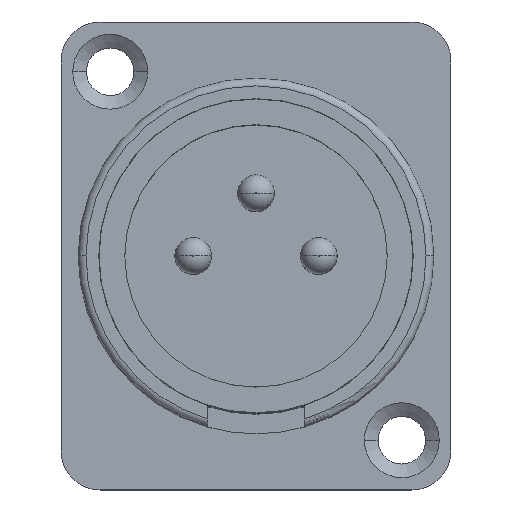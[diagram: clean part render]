
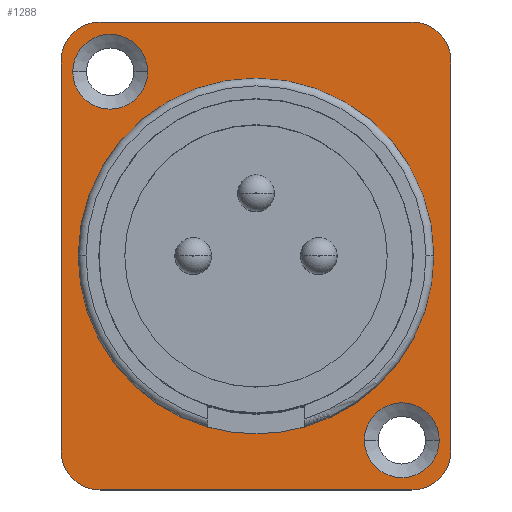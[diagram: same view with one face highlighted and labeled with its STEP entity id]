
A CAD part, top view. The second image highlights one B-rep face of the part: STEP entity #1288.
In plain terms, the highlighted planar face has unit normal (0, 0, 1).
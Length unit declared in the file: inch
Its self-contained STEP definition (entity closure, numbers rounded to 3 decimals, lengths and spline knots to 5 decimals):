
#65 = AXIS2_PLACEMENT_3D ( 'NONE', #3235, #3234, #3231 ) ;
#72 = AXIS2_PLACEMENT_3D ( 'NONE', #3228, #3227, #3226 ) ;
#73 = AXIS2_PLACEMENT_3D ( 'NONE', #3222, #3221, #3220 ) ;
#74 = AXIS2_PLACEMENT_3D ( 'NONE', #3209, #3207, #3204 ) ;
#83 = AXIS2_PLACEMENT_3D ( 'NONE', #3181, #3180, #3179 ) ;
#84 = AXIS2_PLACEMENT_3D ( 'NONE', #3185, #3183, #3182 ) ;
#85 = AXIS2_PLACEMENT_3D ( 'NONE', #3192, #3190, #3189 ) ;
#86 = AXIS2_PLACEMENT_3D ( 'NONE', #3200, #3199, #3197 ) ;
#188 = AXIS2_PLACEMENT_3D ( 'NONE', #495, #490, #488 ) ;
#257 = EDGE_CURVE ( 'NONE', #1519, #1562, #1761, .T. ) ;
#262 = AXIS2_PLACEMENT_3D ( 'NONE', #722, #721, #720 ) ;
#286 = AXIS2_PLACEMENT_3D ( 'NONE', #3434, #3433, #3427 ) ;
#287 = AXIS2_PLACEMENT_3D ( 'NONE', #3474, #3472, #3468 ) ;
#331 = AXIS2_PLACEMENT_3D ( 'NONE', #3147, #3218, #3122 ) ;
#392 = EDGE_CURVE ( 'NONE', #1578, #2114, #1776, .T. ) ;
#488 = DIRECTION ( 'NONE',  ( 1., 0., 0. ) ) ;
#490 = DIRECTION ( 'NONE',  ( 0., 0., -1. ) ) ;
#495 = CARTESIAN_POINT ( 'NONE',  ( -0.374, 0.4725, 0.092 ) ) ;
#720 = DIRECTION ( 'NONE',  ( 1., 0., 0. ) ) ;
#721 = DIRECTION ( 'NONE',  ( 0., 0., -1. ) ) ;
#722 = CARTESIAN_POINT ( 'NONE',  ( 0.374, -0.4725, 0.092 ) ) ;
#1102 = EDGE_LOOP ( 'NONE', ( #1424, #1425 ) ) ;
#1104 = EDGE_LOOP ( 'NONE', ( #1426, #1427, #1428, #1429, #1430, #1431, #1432, #1433 ) ) ;
#1118 = EDGE_LOOP ( 'NONE', ( #1434, #1435, #2039, #2040 ) ) ;
#1121 = EDGE_LOOP ( 'NONE', ( #1422, #1423 ) ) ;
#1288 = ADVANCED_FACE ( 'NONE', ( #1925, #1928, #1923, #1910 ), #3124, .T. ) ;
#1422 = ORIENTED_EDGE ( 'NONE', *, *, #257, .T. ) ;
#1423 = ORIENTED_EDGE ( 'NONE', *, *, #2308, .T. ) ;
#1424 = ORIENTED_EDGE ( 'NONE', *, *, #392, .T. ) ;
#1425 = ORIENTED_EDGE ( 'NONE', *, *, #2309, .T. ) ;
#1426 = ORIENTED_EDGE ( 'NONE', *, *, #2310, .T. ) ;
#1427 = ORIENTED_EDGE ( 'NONE', *, *, #2311, .T. ) ;
#1428 = ORIENTED_EDGE ( 'NONE', *, *, #2312, .T. ) ;
#1429 = ORIENTED_EDGE ( 'NONE', *, *, #2313, .T. ) ;
#1430 = ORIENTED_EDGE ( 'NONE', *, *, #2314, .T. ) ;
#1431 = ORIENTED_EDGE ( 'NONE', *, *, #2315, .T. ) ;
#1432 = ORIENTED_EDGE ( 'NONE', *, *, #2316, .T. ) ;
#1433 = ORIENTED_EDGE ( 'NONE', *, *, #2317, .T. ) ;
#1434 = ORIENTED_EDGE ( 'NONE', *, *, #2318, .F. ) ;
#1435 = ORIENTED_EDGE ( 'NONE', *, *, #2189, .F. ) ;
#1519 = VERTEX_POINT ( 'NONE', #3900 ) ;
#1527 = VERTEX_POINT ( 'NONE', #3892 ) ;
#1543 = VERTEX_POINT ( 'NONE', #3876 ) ;
#1554 = VERTEX_POINT ( 'NONE', #3863 ) ;
#1562 = VERTEX_POINT ( 'NONE', #3855 ) ;
#1578 = VERTEX_POINT ( 'NONE', #3833 ) ;
#1581 = VERTEX_POINT ( 'NONE', #3829 ) ;
#1697 = LINE ( 'NONE', #3223, #1715 ) ;
#1710 = CIRCLE ( 'NONE', #65, 0.096 ) ;
#1711 = CIRCLE ( 'NONE', #72, 0.096 ) ;
#1712 = CIRCLE ( 'NONE', #73, 0.1 ) ;
#1713 = CIRCLE ( 'NONE', #83, 0.456 ) ;
#1714 = CIRCLE ( 'NONE', #74, 0.1 ) ;
#1715 = VECTOR ( 'NONE', #3229, 39.37008 ) ;
#1716 = LINE ( 'NONE', #3236, #1718 ) ;
#1717 = CIRCLE ( 'NONE', #86, 0.1 ) ;
#1718 = VECTOR ( 'NONE', #3224, 39.37008 ) ;
#1719 = LINE ( 'NONE', #3217, #1721 ) ;
#1720 = CIRCLE ( 'NONE', #85, 0.1 ) ;
#1721 = VECTOR ( 'NONE', #3213, 39.37008 ) ;
#1722 = LINE ( 'NONE', #3203, #1724 ) ;
#1723 = CIRCLE ( 'NONE', #84, 0.456 ) ;
#1724 = VECTOR ( 'NONE', #3201, 39.37008 ) ;
#1761 = CIRCLE ( 'NONE', #188, 0.096 ) ;
#1776 = CIRCLE ( 'NONE', #262, 0.096 ) ;
#1910 = FACE_BOUND ( 'NONE', #1118, .T. ) ;
#1923 = FACE_OUTER_BOUND ( 'NONE', #1104, .T. ) ;
#1925 = FACE_BOUND ( 'NONE', #1121, .T. ) ;
#1928 = FACE_BOUND ( 'NONE', #1102, .T. ) ;
#2015 = CIRCLE ( 'NONE', #286, 0.456 ) ;
#2020 = CIRCLE ( 'NONE', #287, 0.456 ) ;
#2039 = ORIENTED_EDGE ( 'NONE', *, *, #2186, .F. ) ;
#2040 = ORIENTED_EDGE ( 'NONE', *, *, #2319, .F. ) ;
#2114 = VERTEX_POINT ( 'NONE', #3792 ) ;
#2135 = VERTEX_POINT ( 'NONE', #3701 ) ;
#2136 = VERTEX_POINT ( 'NONE', #3700 ) ;
#2137 = VERTEX_POINT ( 'NONE', #3698 ) ;
#2143 = VERTEX_POINT ( 'NONE', #3677 ) ;
#2144 = VERTEX_POINT ( 'NONE', #3676 ) ;
#2145 = VERTEX_POINT ( 'NONE', #3674 ) ;
#2153 = VERTEX_POINT ( 'NONE', #3642 ) ;
#2163 = VERTEX_POINT ( 'NONE', #3612 ) ;
#2186 = EDGE_CURVE ( 'NONE', #1554, #1543, #2020, .T. ) ;
#2189 = EDGE_CURVE ( 'NONE', #1543, #1581, #2015, .T. ) ;
#2308 = EDGE_CURVE ( 'NONE', #1562, #1519, #1710, .T. ) ;
#2309 = EDGE_CURVE ( 'NONE', #2114, #1578, #1711, .T. ) ;
#2310 = EDGE_CURVE ( 'NONE', #1527, #2163, #1712, .T. ) ;
#2311 = EDGE_CURVE ( 'NONE', #2163, #2145, #1697, .T. ) ;
#2312 = EDGE_CURVE ( 'NONE', #2145, #2136, #1714, .T. ) ;
#2313 = EDGE_CURVE ( 'NONE', #2136, #2137, #1716, .T. ) ;
#2314 = EDGE_CURVE ( 'NONE', #2137, #2135, #1717, .T. ) ;
#2315 = EDGE_CURVE ( 'NONE', #2135, #2143, #1719, .T. ) ;
#2316 = EDGE_CURVE ( 'NONE', #2143, #2144, #1720, .T. ) ;
#2317 = EDGE_CURVE ( 'NONE', #2144, #1527, #1722, .T. ) ;
#2318 = EDGE_CURVE ( 'NONE', #1581, #2153, #1723, .T. ) ;
#2319 = EDGE_CURVE ( 'NONE', #2153, #1554, #1713, .T. ) ;
#3122 = DIRECTION ( 'NONE',  ( 1., 0., 0. ) ) ;
#3124 = PLANE ( 'NONE',  #331 ) ;
#3147 = CARTESIAN_POINT ( 'NONE',  ( -0.4, 0.5, 0.092 ) ) ;
#3179 = DIRECTION ( 'NONE',  ( 1., 0., 0. ) ) ;
#3180 = DIRECTION ( 'NONE',  ( 0., 0., 1. ) ) ;
#3181 = CARTESIAN_POINT ( 'NONE',  ( 0., 0., 0.092 ) ) ;
#3182 = DIRECTION ( 'NONE',  ( 1., 0., 0. ) ) ;
#3183 = DIRECTION ( 'NONE',  ( 0., 0., 1. ) ) ;
#3185 = CARTESIAN_POINT ( 'NONE',  ( 0., 0., 0.092 ) ) ;
#3189 = DIRECTION ( 'NONE',  ( 1., 0., 0. ) ) ;
#3190 = DIRECTION ( 'NONE',  ( 0., 0., 1. ) ) ;
#3192 = CARTESIAN_POINT ( 'NONE',  ( 0.4, 0.5, 0.092 ) ) ;
#3197 = DIRECTION ( 'NONE',  ( 1., 0., 0. ) ) ;
#3199 = DIRECTION ( 'NONE',  ( 0., 0., 1. ) ) ;
#3200 = CARTESIAN_POINT ( 'NONE',  ( 0.4, -0.5, 0.092 ) ) ;
#3201 = DIRECTION ( 'NONE',  ( -1., 0., 0. ) ) ;
#3203 = CARTESIAN_POINT ( 'NONE',  ( -0.4, 0.6, 0.092 ) ) ;
#3204 = DIRECTION ( 'NONE',  ( 1., 0., 0. ) ) ;
#3207 = DIRECTION ( 'NONE',  ( 0., 0., 1. ) ) ;
#3209 = CARTESIAN_POINT ( 'NONE',  ( -0.4, -0.5, 0.092 ) ) ;
#3213 = DIRECTION ( 'NONE',  ( 0., 1., 0. ) ) ;
#3217 = CARTESIAN_POINT ( 'NONE',  ( 0.5, 0.5, 0.092 ) ) ;
#3218 = DIRECTION ( 'NONE',  ( 0., 0., 1. ) ) ;
#3220 = DIRECTION ( 'NONE',  ( 1., 0., 0. ) ) ;
#3221 = DIRECTION ( 'NONE',  ( 0., 0., 1. ) ) ;
#3222 = CARTESIAN_POINT ( 'NONE',  ( -0.4, 0.5, 0.092 ) ) ;
#3223 = CARTESIAN_POINT ( 'NONE',  ( -0.5, 0.5, 0.092 ) ) ;
#3224 = DIRECTION ( 'NONE',  ( 1., 0., 0. ) ) ;
#3226 = DIRECTION ( 'NONE',  ( 1., 0., 0. ) ) ;
#3227 = DIRECTION ( 'NONE',  ( 0., 0., -1. ) ) ;
#3228 = CARTESIAN_POINT ( 'NONE',  ( 0.374, -0.4725, 0.092 ) ) ;
#3229 = DIRECTION ( 'NONE',  ( 0., -1., 0. ) ) ;
#3231 = DIRECTION ( 'NONE',  ( 1., 0., 0. ) ) ;
#3234 = DIRECTION ( 'NONE',  ( 0., 0., -1. ) ) ;
#3235 = CARTESIAN_POINT ( 'NONE',  ( -0.374, 0.4725, 0.092 ) ) ;
#3236 = CARTESIAN_POINT ( 'NONE',  ( -0.4, -0.6, 0.092 ) ) ;
#3427 = DIRECTION ( 'NONE',  ( 1., 0., 0. ) ) ;
#3433 = DIRECTION ( 'NONE',  ( 0., 0., 1. ) ) ;
#3434 = CARTESIAN_POINT ( 'NONE',  ( 0., 0., 0.092 ) ) ;
#3468 = DIRECTION ( 'NONE',  ( 1., 0., 0. ) ) ;
#3472 = DIRECTION ( 'NONE',  ( 0., 0., 1. ) ) ;
#3474 = CARTESIAN_POINT ( 'NONE',  ( 0., 0., 0.092 ) ) ;
#3612 = CARTESIAN_POINT ( 'NONE',  ( -0.5, 0.5, 0.092 ) ) ;
#3642 = CARTESIAN_POINT ( 'NONE',  ( 0.1235, -0.43896, 0.092 ) ) ;
#3674 = CARTESIAN_POINT ( 'NONE',  ( -0.5, -0.5, 0.092 ) ) ;
#3676 = CARTESIAN_POINT ( 'NONE',  ( 0.4, 0.6, 0.092 ) ) ;
#3677 = CARTESIAN_POINT ( 'NONE',  ( 0.5, 0.5, 0.092 ) ) ;
#3698 = CARTESIAN_POINT ( 'NONE',  ( 0.4, -0.6, 0.092 ) ) ;
#3700 = CARTESIAN_POINT ( 'NONE',  ( -0.4, -0.6, 0.092 ) ) ;
#3701 = CARTESIAN_POINT ( 'NONE',  ( 0.5, -0.5, 0.092 ) ) ;
#3792 = CARTESIAN_POINT ( 'NONE',  ( 0.278, -0.4725, 0.092 ) ) ;
#3829 = CARTESIAN_POINT ( 'NONE',  ( -0.1235, -0.43896, 0.092 ) ) ;
#3833 = CARTESIAN_POINT ( 'NONE',  ( 0.47, -0.4725, 0.092 ) ) ;
#3855 = CARTESIAN_POINT ( 'NONE',  ( -0.47, 0.4725, 0.092 ) ) ;
#3863 = CARTESIAN_POINT ( 'NONE',  ( 0.456, 0., 0.092 ) ) ;
#3876 = CARTESIAN_POINT ( 'NONE',  ( -0.456, 0., 0.092 ) ) ;
#3892 = CARTESIAN_POINT ( 'NONE',  ( -0.4, 0.6, 0.092 ) ) ;
#3900 = CARTESIAN_POINT ( 'NONE',  ( -0.278, 0.4725, 0.092 ) ) ;
